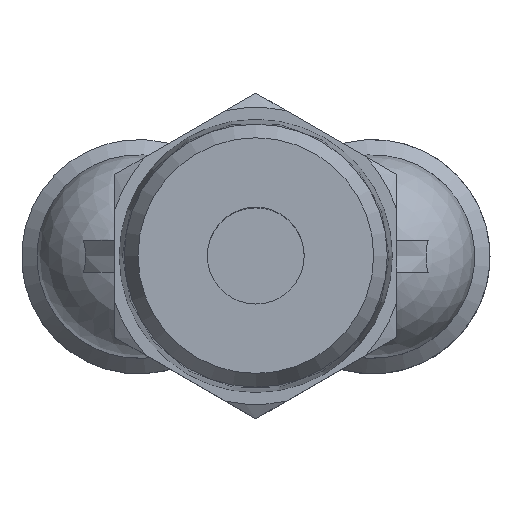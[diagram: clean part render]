
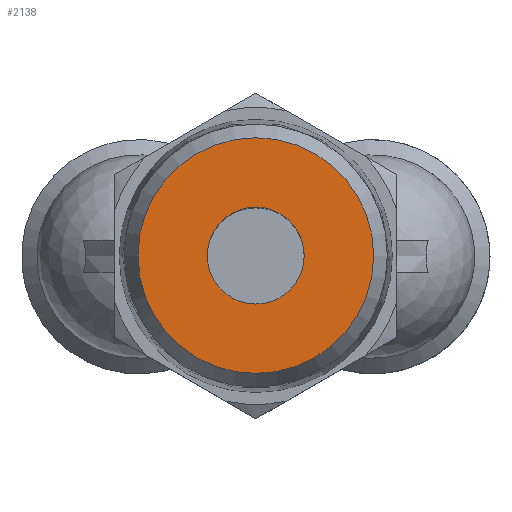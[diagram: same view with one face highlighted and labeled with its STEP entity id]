
A CAD part, top view. The second image highlights one B-rep face of the part: STEP entity #2138.
In plain terms, the highlighted planar face has unit normal (0, 0, 1).
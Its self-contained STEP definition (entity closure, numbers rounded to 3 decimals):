
#221=CIRCLE('',#2304,3.);
#222=CIRCLE('',#2305,7.296);
#560=ORIENTED_EDGE('',*,*,#833,.F.);
#561=ORIENTED_EDGE('',*,*,#834,.T.);
#833=EDGE_CURVE('',#991,#991,#221,.T.);
#834=EDGE_CURVE('',#992,#992,#222,.T.);
#991=VERTEX_POINT('',#3370);
#992=VERTEX_POINT('',#3372);
#1183=EDGE_LOOP('',(#560));
#1184=EDGE_LOOP('',(#561));
#1317=FACE_BOUND('',#1183,.T.);
#1318=FACE_BOUND('',#1184,.T.);
#1388=PLANE('',#2303);
#2138=ADVANCED_FACE('',(#1317,#1318),#1388,.F.);
#2303=AXIS2_PLACEMENT_3D('',#3368,#2662,#2663);
#2304=AXIS2_PLACEMENT_3D('',#3369,#2664,#2665);
#2305=AXIS2_PLACEMENT_3D('',#3371,#2666,#2667);
#2662=DIRECTION('',(0.,0.,-1.));
#2663=DIRECTION('',(-1.,0.,0.));
#2664=DIRECTION('',(0.,0.,1.));
#2665=DIRECTION('',(1.,0.,0.));
#2666=DIRECTION('',(0.,0.,1.));
#2667=DIRECTION('',(1.,0.,0.));
#3368=CARTESIAN_POINT('',(7.296,0.,52.3));
#3369=CARTESIAN_POINT('',(0.,0.,52.3));
#3370=CARTESIAN_POINT('',(3.,0.,52.3));
#3371=CARTESIAN_POINT('',(0.,0.,52.3));
#3372=CARTESIAN_POINT('',(7.296,0.,52.3));
